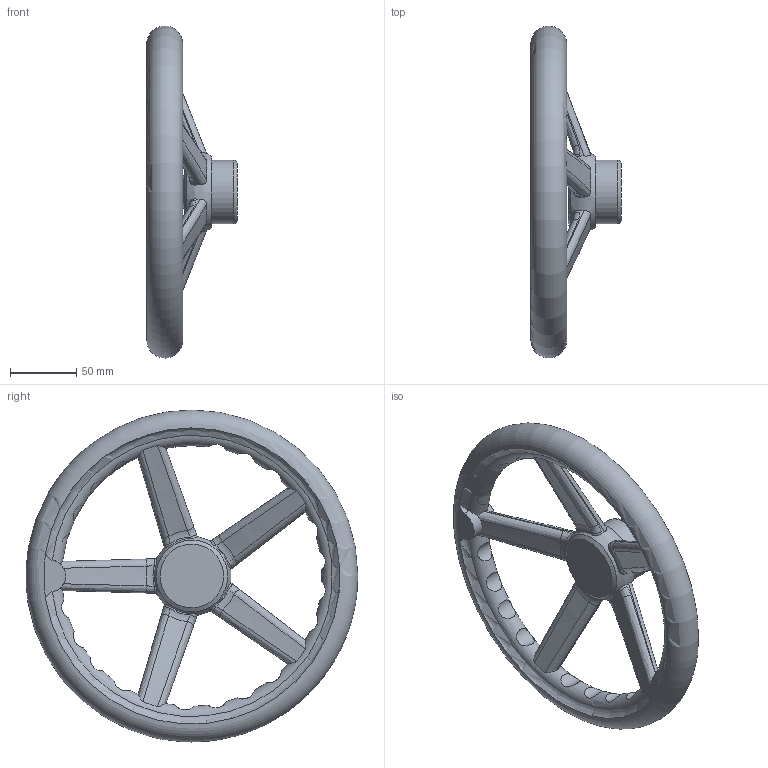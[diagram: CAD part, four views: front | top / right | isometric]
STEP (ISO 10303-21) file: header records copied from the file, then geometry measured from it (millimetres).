
FILE_DESCRIPTION(/* description */ (''),/* implementation_level */ '2;1');
FILE_NAME(/* name */ 'PN250',/* time_stamp */ '2012-11-23T17:34:09+08:00',/* author */ (''),/* organization */ (''),/* preprocessor_version */ 'ST-DEVELOPER v9',/* originating_system */ 'UGS - NX 4.0',/* authorisation */ '');
FILE_SCHEMA (('CONFIG_CONTROL_DESIGN'));
Length unit declared in the file: millimetre
Products named in the file (1): AdmiAC2Cxp8r
Bounding box: 68 x 249.8 x 249.98 mm (x, y, z)
Volume: 534024.7 mm3; surface area: 92627.4 mm2
Topology: 1 solids, 6 shells, 115 faces, 259 edges, 171 vertices
Faces by surface type: cylinder 37, bspline 31, plane 20, torus 16, cone 11
Full cylindrical faces by diameter (mm): 48 x1
Entity records: 4396 total; most frequent: CARTESIAN_POINT 2187, ORIENTED_EDGE 496, DIRECTION 314, EDGE_CURVE 248, VERTEX_POINT 167, B_SPLINE_CURVE_WITH_KNOTS 158, EDGE_LOOP 145, AXIS2_PLACEMENT_3D 145
